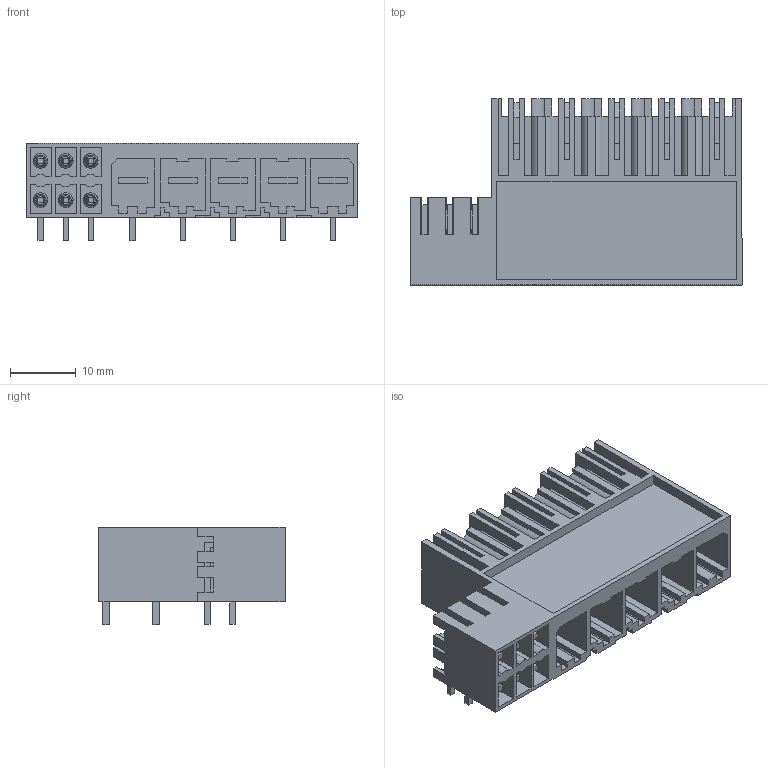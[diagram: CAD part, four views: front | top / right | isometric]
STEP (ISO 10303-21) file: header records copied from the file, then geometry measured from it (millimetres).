
FILE_DESCRIPTION(('CATIA V5R22 STEP214','CAx-IF Rec.Pracs.--- Model Styling and Organization---1.4--- 2014-01-23'),'2;1');
FILE_NAME ('006096-3_0_1091260000_1091260000.stp','2023-06-20T08:25:00+00:00',('none'),('Weidmueller'),'CATIA Version 5-6 Release 2016 SP3 HF44','CATIA V5 STEP AP214','none');
FILE_SCHEMA(('AUTOMOTIVE_DESIGN { 1 0 10303 214 1 1 1 1 }'));
Length unit declared in the file: millimetre
Products named in the file (1): 1091260000
Bounding box: 50.5 x 28.3 x 14.9 mm (x, y, z)
Volume: 6991.3 mm3; surface area: 12095.2 mm2
Topology: 12 solids, 12 shells, 721 faces, 2129 edges, 1439 vertices
Faces by surface type: plane 667, torus 24, cylinder 18, cone 12
Entity records: 22119 total; most frequent: ORIENTED_EDGE 4258, CARTESIAN_POINT 4052, DIRECTION 2911, EDGE_CURVE 2129, VECTOR 2009, LINE 2009, VERTEX_POINT 1439, EDGE_LOOP 750
